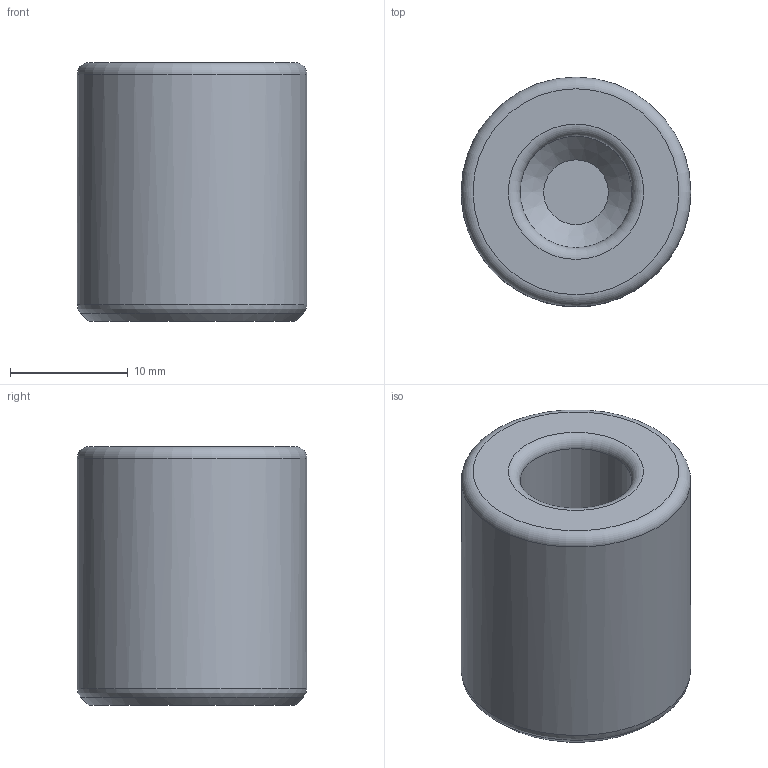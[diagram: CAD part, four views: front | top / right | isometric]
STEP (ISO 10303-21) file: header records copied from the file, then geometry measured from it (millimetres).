
FILE_DESCRIPTION(('Open CASCADE Model'),'2;1');
FILE_NAME('Open CASCADE Shape Model','2025-12-30T16:46:42',('Author'),( 'Open CASCADE'),'Open CASCADE STEP processor 7.7','Open CASCADE 7.7' ,'Unknown');
FILE_SCHEMA(('AUTOMOTIVE_DESIGN { 1 0 10303 214 1 1 1 1 }'));
Length unit declared in the file: millimetre
Products named in the file (1): Open CASCADE STEP translator 7.7 36
Bounding box: 19.5 x 19.5 x 22 mm (x, y, z)
Volume: 5153.5 mm3; surface area: 2422.7 mm2
Topology: 1 solids, 1 shells, 10 faces, 16 edges, 9 vertices
Faces by surface type: plane 3, cylinder 2, cone 2, torus 2, bspline 1
Full cylindrical faces by diameter (mm): 9.5 x1, 19.5 x1
Entity records: 557 total; most frequent: CARTESIAN_POINT 218, DIRECTION 61, ORIENTED_EDGE 32, PCURVE 32, DEFINITIONAL_REPRESENTATION 32, LINE 20, VECTOR 20, AXIS2_PLACEMENT_3D 19
